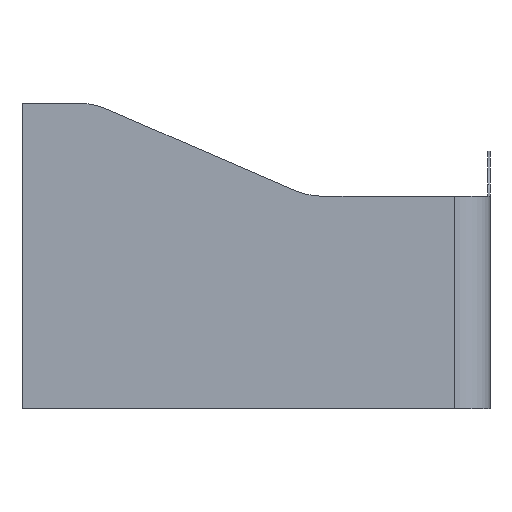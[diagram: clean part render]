
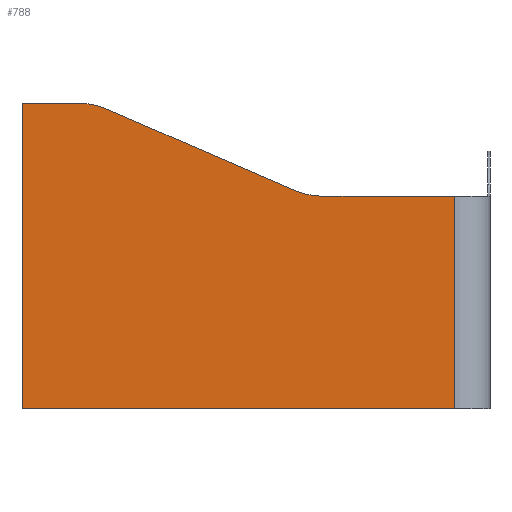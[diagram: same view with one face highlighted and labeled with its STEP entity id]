
A CAD part, left-side view. The second image highlights one B-rep face of the part: STEP entity #788.
In plain terms, the highlighted planar face has unit normal (-1, 0, 0).
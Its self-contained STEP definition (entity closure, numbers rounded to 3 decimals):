
#19 = AXIS2_PLACEMENT_3D ( 'NONE', #1117, #617, #1324 ) ;
#31 = DIRECTION ( 'NONE',  ( 0., 0., -1. ) ) ;
#32 = CARTESIAN_POINT ( 'NONE',  ( -87., 225.934, 128. ) ) ;
#37 = EDGE_CURVE ( 'NONE', #876, #668, #606, .T. ) ;
#62 = CARTESIAN_POINT ( 'NONE',  ( -87., 225.934, 0. ) ) ;
#97 = CARTESIAN_POINT ( 'NONE',  ( -87., 190.442, 125.527 ) ) ;
#98 = VECTOR ( 'NONE', #1045, 1000. ) ;
#100 = CARTESIAN_POINT ( 'NONE',  ( -87., 225.934, 0. ) ) ;
#113 = DIRECTION ( 'NONE',  ( 0., 0., 1. ) ) ;
#143 = EDGE_CURVE ( 'NONE', #822, #416, #1217, .T. ) ;
#159 = CARTESIAN_POINT ( 'NONE',  ( -87., 45., 89. ) ) ;
#165 = LINE ( 'NONE', #672, #410 ) ;
#169 = VERTEX_POINT ( 'NONE', #32 ) ;
#227 = ORIENTED_EDGE ( 'NONE', *, *, #1011, .F. ) ;
#247 = VERTEX_POINT ( 'NONE', #62 ) ;
#251 = ORIENTED_EDGE ( 'NONE', *, *, #143, .T. ) ;
#260 = ORIENTED_EDGE ( 'NONE', *, *, #610, .T. ) ;
#265 = CARTESIAN_POINT ( 'NONE',  ( -87., 202.37, 128. ) ) ;
#296 = CARTESIAN_POINT ( 'NONE',  ( -87., 111.857, 91.473 ) ) ;
#334 = AXIS2_PLACEMENT_3D ( 'NONE', #1154, #343, #113 ) ;
#343 = DIRECTION ( 'NONE',  ( -1., 0., 0. ) ) ;
#347 = EDGE_CURVE ( 'NONE', #822, #871, #1312, .T. ) ;
#350 = CARTESIAN_POINT ( 'NONE',  ( -87., 316.825, 180.293 ) ) ;
#385 = DIRECTION ( 'NONE',  ( -1., 0., 0. ) ) ;
#410 = VECTOR ( 'NONE', #984, 1000. ) ;
#416 = VERTEX_POINT ( 'NONE', #1107 ) ;
#460 = CARTESIAN_POINT ( 'NONE',  ( -87., 225.934, 89. ) ) ;
#499 = ORIENTED_EDGE ( 'NONE', *, *, #976, .T. ) ;
#504 = CARTESIAN_POINT ( 'NONE',  ( -87., 225.934, 390.042 ) ) ;
#520 = CIRCLE ( 'NONE', #19, 30. ) ;
#553 = AXIS2_PLACEMENT_3D ( 'NONE', #504, #385, #1208 ) ;
#554 = VECTOR ( 'NONE', #1151, 1000. ) ;
#566 = ORIENTED_EDGE ( 'NONE', *, *, #580, .T. ) ;
#580 = EDGE_CURVE ( 'NONE', #668, #169, #165, .T. ) ;
#606 = CIRCLE ( 'NONE', #334, 30. ) ;
#609 = CARTESIAN_POINT ( 'NONE',  ( -87., 45., 0. ) ) ;
#610 = EDGE_CURVE ( 'NONE', #169, #247, #1330, .T. ) ;
#617 = DIRECTION ( 'NONE',  ( 1., 0., 0. ) ) ;
#621 = LINE ( 'NONE', #350, #554 ) ;
#623 = EDGE_LOOP ( 'NONE', ( #657, #251, #499, #1333, #1155, #566, #260, #227 ) ) ;
#657 = ORIENTED_EDGE ( 'NONE', *, *, #347, .F. ) ;
#668 = VERTEX_POINT ( 'NONE', #265 ) ;
#672 = CARTESIAN_POINT ( 'NONE',  ( -87., 225.934, 128. ) ) ;
#713 = CARTESIAN_POINT ( 'NONE',  ( -87., 45., 390.042 ) ) ;
#725 = LINE ( 'NONE', #100, #98 ) ;
#775 = CARTESIAN_POINT ( 'NONE',  ( -87., 225.934, 390.042 ) ) ;
#778 = VECTOR ( 'NONE', #1182, 1000. ) ;
#788 = ADVANCED_FACE ( 'NONE', ( #1277 ), #895, .T. ) ;
#822 = VERTEX_POINT ( 'NONE', #159 ) ;
#871 = VERTEX_POINT ( 'NONE', #609 ) ;
#876 = VERTEX_POINT ( 'NONE', #97 ) ;
#882 = VERTEX_POINT ( 'NONE', #296 ) ;
#895 = PLANE ( 'NONE',  #553 ) ;
#959 = VECTOR ( 'NONE', #31, 1000. ) ;
#976 = EDGE_CURVE ( 'NONE', #416, #882, #520, .T. ) ;
#984 = DIRECTION ( 'NONE',  ( 0., 1., 0. ) ) ;
#1011 = EDGE_CURVE ( 'NONE', #871, #247, #725, .T. ) ;
#1045 = DIRECTION ( 'NONE',  ( 0., 1., 0. ) ) ;
#1107 = CARTESIAN_POINT ( 'NONE',  ( -87., 99.929, 89. ) ) ;
#1117 = CARTESIAN_POINT ( 'NONE',  ( -87., 99.929, 119. ) ) ;
#1120 = DIRECTION ( 'NONE',  ( 0., 0., -1. ) ) ;
#1151 = DIRECTION ( 'NONE',  ( 0., 0.918, 0.398 ) ) ;
#1154 = CARTESIAN_POINT ( 'NONE',  ( -87., 202.37, 98. ) ) ;
#1155 = ORIENTED_EDGE ( 'NONE', *, *, #37, .T. ) ;
#1182 = DIRECTION ( 'NONE',  ( 0., 1., 0. ) ) ;
#1193 = EDGE_CURVE ( 'NONE', #882, #876, #621, .T. ) ;
#1208 = DIRECTION ( 'NONE',  ( 0., 0., 1. ) ) ;
#1217 = LINE ( 'NONE', #460, #778 ) ;
#1277 = FACE_OUTER_BOUND ( 'NONE', #623, .T. ) ;
#1299 = VECTOR ( 'NONE', #1120, 1000. ) ;
#1312 = LINE ( 'NONE', #713, #1299 ) ;
#1324 = DIRECTION ( 'NONE',  ( 0., 0., 1. ) ) ;
#1330 = LINE ( 'NONE', #775, #959 ) ;
#1333 = ORIENTED_EDGE ( 'NONE', *, *, #1193, .T. ) ;
